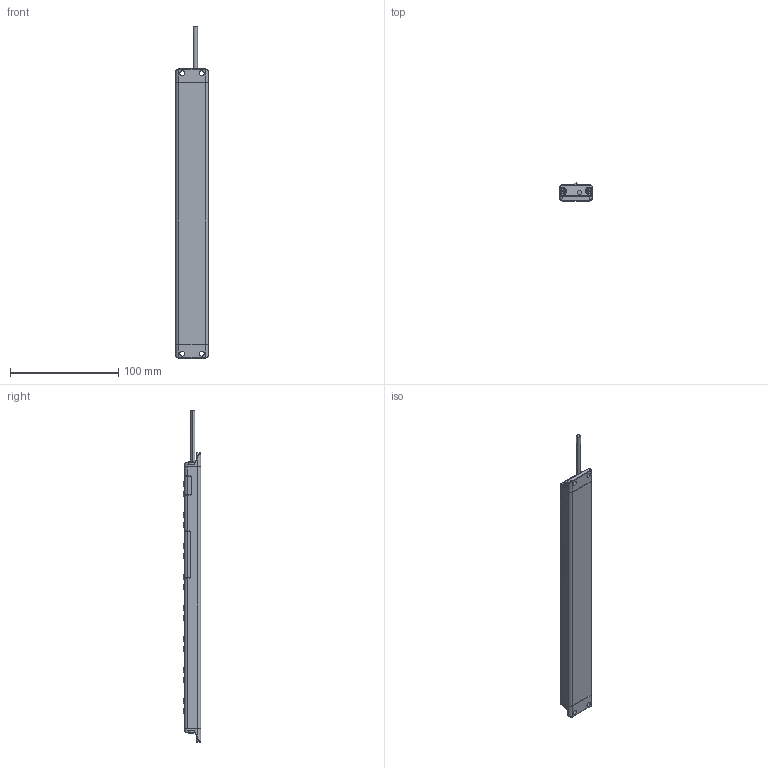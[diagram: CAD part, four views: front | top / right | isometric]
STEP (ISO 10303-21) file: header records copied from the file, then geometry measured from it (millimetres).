
FILE_DESCRIPTION((''),'2;1');
FILE_NAME('158571_SW','2012-11-20T',('banengservice'),('BANNER ENGINEERING'),'PRO/ENGINEER BY PARAMETRIC TECHNOLOGY CORPORATION, 2009141','PRO/ENGINEER BY PARAMETRIC TECHNOLOGY CORPORATION, 2009141','');
FILE_SCHEMA(('CONFIG_CONTROL_DESIGN'));
Length unit declared in the file: inch
Products named in the file (1): 158571_SW
Bounding box: 29.97 x 16.38 x 306.06 mm (x, y, z)
Volume: 49263.7 mm3; surface area: 51748.2 mm2
Topology: 3 solids, 3 shells, 954 faces, 2614 edges, 1642 vertices
Faces by surface type: plane 469, cylinder 341, torus 48, sphere 32, revolution 32, bspline 24, cone 8
Entity records: 34771 total; most frequent: CARTESIAN_POINT 10660, ORIENTED_EDGE 5148, DIRECTION 4905, EDGE_CURVE 2574, VERTEX_POINT 1642, AXIS2_PLACEMENT_3D 1625, VECTOR 1623, LINE 1623
